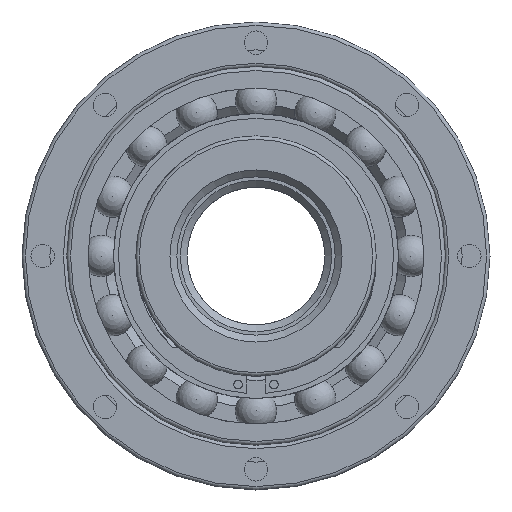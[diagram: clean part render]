
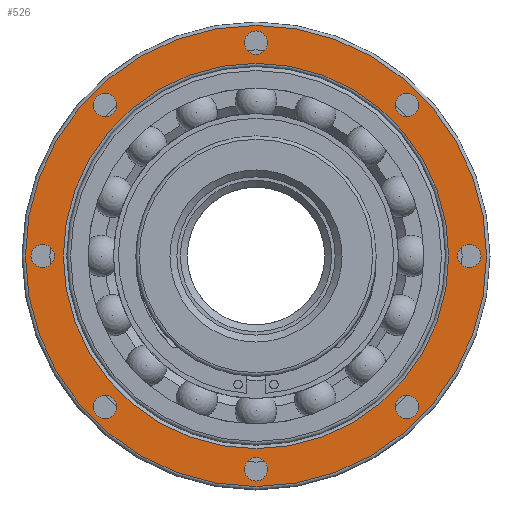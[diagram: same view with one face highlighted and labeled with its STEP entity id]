
A CAD part, left-side view. The second image highlights one B-rep face of the part: STEP entity #526.
In plain terms, the highlighted planar face has unit normal (-1, 0, 0).
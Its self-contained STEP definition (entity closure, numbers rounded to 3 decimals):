
#526 = ADVANCED_FACE( '', ( #1208, #1209, #1210, #1211, #1212, #1213, #1214, #1215, #1216, #1217 ), #1218, .T. );
#1208 = FACE_OUTER_BOUND( '', #2057, .T. );
#1209 = FACE_BOUND( '', #2058, .T. );
#1210 = FACE_BOUND( '', #2059, .T. );
#1211 = FACE_BOUND( '', #2060, .T. );
#1212 = FACE_BOUND( '', #2061, .T. );
#1213 = FACE_BOUND( '', #2062, .T. );
#1214 = FACE_BOUND( '', #2063, .T. );
#1215 = FACE_BOUND( '', #2064, .T. );
#1216 = FACE_BOUND( '', #2065, .T. );
#1217 = FACE_BOUND( '', #2066, .T. );
#1218 = PLANE( '', #2067 );
#2057 = EDGE_LOOP( '', ( #3633 ) );
#2058 = EDGE_LOOP( '', ( #3634 ) );
#2059 = EDGE_LOOP( '', ( #3635 ) );
#2060 = EDGE_LOOP( '', ( #3636 ) );
#2061 = EDGE_LOOP( '', ( #3637 ) );
#2062 = EDGE_LOOP( '', ( #3638 ) );
#2063 = EDGE_LOOP( '', ( #3639 ) );
#2064 = EDGE_LOOP( '', ( #3640 ) );
#2065 = EDGE_LOOP( '', ( #3641 ) );
#2066 = EDGE_LOOP( '', ( #3642 ) );
#2067 = AXIS2_PLACEMENT_3D( '', #3643, #3644, #3645 );
#3633 = ORIENTED_EDGE( '', *, *, #5240, .T. );
#3634 = ORIENTED_EDGE( '', *, *, #5307, .T. );
#3635 = ORIENTED_EDGE( '', *, *, #5308, .T. );
#3636 = ORIENTED_EDGE( '', *, *, #5309, .T. );
#3637 = ORIENTED_EDGE( '', *, *, #5310, .T. );
#3638 = ORIENTED_EDGE( '', *, *, #4853, .T. );
#3639 = ORIENTED_EDGE( '', *, *, #5269, .T. );
#3640 = ORIENTED_EDGE( '', *, *, #5311, .T. );
#3641 = ORIENTED_EDGE( '', *, *, #5007, .T. );
#3642 = ORIENTED_EDGE( '', *, *, #5312, .F. );
#3643 = CARTESIAN_POINT( '', ( 3.5, 0., 56. ) );
#3644 = DIRECTION( '', ( -1., 0., 0. ) );
#3645 = DIRECTION( '', ( 0., 0., 1. ) );
#4853 = EDGE_CURVE( '', #5861, #5861, #5862, .T. );
#5007 = EDGE_CURVE( '', #6124, #6124, #6125, .T. );
#5240 = EDGE_CURVE( '', #6480, #6480, #6481, .T. );
#5269 = EDGE_CURVE( '', #6517, #6517, #6518, .T. );
#5307 = EDGE_CURVE( '', #6573, #6573, #6574, .T. );
#5308 = EDGE_CURVE( '', #6575, #6575, #6576, .T. );
#5309 = EDGE_CURVE( '', #6577, #6577, #6578, .T. );
#5310 = EDGE_CURVE( '', #6579, #6579, #6580, .T. );
#5311 = EDGE_CURVE( '', #6581, #6581, #6582, .T. );
#5312 = EDGE_CURVE( '', #6583, #6583, #6584, .T. );
#5861 = VERTEX_POINT( '', #7769 );
#5862 = CIRCLE( '', #7770, 3.4 );
#6124 = VERTEX_POINT( '', #8610 );
#6125 = CIRCLE( '', #8611, 3.4 );
#6480 = VERTEX_POINT( '', #9528 );
#6481 = CIRCLE( '', #9529, 67. );
#6517 = VERTEX_POINT( '', #9700 );
#6518 = CIRCLE( '', #9701, 3.4 );
#6573 = VERTEX_POINT( '', #9821 );
#6574 = CIRCLE( '', #9822, 3.4 );
#6575 = VERTEX_POINT( '', #9823 );
#6576 = CIRCLE( '', #9824, 3.4 );
#6577 = VERTEX_POINT( '', #9825 );
#6578 = CIRCLE( '', #9826, 3.4 );
#6579 = VERTEX_POINT( '', #9827 );
#6580 = CIRCLE( '', #9828, 3.4 );
#6581 = VERTEX_POINT( '', #9829 );
#6582 = CIRCLE( '', #9830, 3.4 );
#6583 = VERTEX_POINT( '', #9831 );
#6584 = CIRCLE( '', #9832, 56. );
#7769 = CARTESIAN_POINT( '', ( 3.5, -46.245, -46.245 ) );
#7770 = AXIS2_PLACEMENT_3D( '', #10814, #10815, #10816 );
#8610 = CARTESIAN_POINT( '', ( 3.5, 0., 65.4 ) );
#8611 = AXIS2_PLACEMENT_3D( '', #11042, #11043, #11044 );
#9528 = CARTESIAN_POINT( '', ( 3.5, 0., 67. ) );
#9529 = AXIS2_PLACEMENT_3D( '', #11327, #11328, #11329 );
#9700 = CARTESIAN_POINT( '', ( 3.5, -65.4, 0. ) );
#9701 = AXIS2_PLACEMENT_3D( '', #11355, #11356, #11357 );
#9821 = CARTESIAN_POINT( '', ( 3.5, 46.245, 46.245 ) );
#9822 = AXIS2_PLACEMENT_3D( '', #11394, #11395, #11396 );
#9823 = CARTESIAN_POINT( '', ( 3.5, 65.4, 0. ) );
#9824 = AXIS2_PLACEMENT_3D( '', #11397, #11398, #11399 );
#9825 = CARTESIAN_POINT( '', ( 3.5, 46.245, -46.245 ) );
#9826 = AXIS2_PLACEMENT_3D( '', #11400, #11401, #11402 );
#9827 = CARTESIAN_POINT( '', ( 3.5, 0., -65.4 ) );
#9828 = AXIS2_PLACEMENT_3D( '', #11403, #11404, #11405 );
#9829 = CARTESIAN_POINT( '', ( 3.5, -46.245, 46.245 ) );
#9830 = AXIS2_PLACEMENT_3D( '', #11406, #11407, #11408 );
#9831 = CARTESIAN_POINT( '', ( 3.5, 0., 56. ) );
#9832 = AXIS2_PLACEMENT_3D( '', #11409, #11410, #11411 );
#10814 = CARTESIAN_POINT( '', ( 3.5, -43.841, -43.841 ) );
#10815 = DIRECTION( '', ( 1., 0., 0. ) );
#10816 = DIRECTION( '', ( 0., -0.707, -0.707 ) );
#11042 = CARTESIAN_POINT( '', ( 3.5, 0., 62. ) );
#11043 = DIRECTION( '', ( 1., 0., 0. ) );
#11044 = DIRECTION( '', ( 0., 0., 1. ) );
#11327 = CARTESIAN_POINT( '', ( 3.5, 0., 0. ) );
#11328 = DIRECTION( '', ( -1., 0., 0. ) );
#11329 = DIRECTION( '', ( 0., 0., 1. ) );
#11355 = CARTESIAN_POINT( '', ( 3.5, -62., 0. ) );
#11356 = DIRECTION( '', ( 1., 0., 0. ) );
#11357 = DIRECTION( '', ( 0., -1., 0. ) );
#11394 = CARTESIAN_POINT( '', ( 3.5, 43.841, 43.841 ) );
#11395 = DIRECTION( '', ( 1., 0., 0. ) );
#11396 = DIRECTION( '', ( 0., 0.707, 0.707 ) );
#11397 = CARTESIAN_POINT( '', ( 3.5, 62., 0. ) );
#11398 = DIRECTION( '', ( 1., 0., 0. ) );
#11399 = DIRECTION( '', ( 0., 1., 0. ) );
#11400 = CARTESIAN_POINT( '', ( 3.5, 43.841, -43.841 ) );
#11401 = DIRECTION( '', ( 1., 0., 0. ) );
#11402 = DIRECTION( '', ( 0., 0.707, -0.707 ) );
#11403 = CARTESIAN_POINT( '', ( 3.5, 0., -62. ) );
#11404 = DIRECTION( '', ( 1., 0., 0. ) );
#11405 = DIRECTION( '', ( 0., 0., -1. ) );
#11406 = CARTESIAN_POINT( '', ( 3.5, -43.841, 43.841 ) );
#11407 = DIRECTION( '', ( 1., 0., 0. ) );
#11408 = DIRECTION( '', ( 0., -0.707, 0.707 ) );
#11409 = CARTESIAN_POINT( '', ( 3.5, 0., 0. ) );
#11410 = DIRECTION( '', ( -1., 0., 0. ) );
#11411 = DIRECTION( '', ( 0., 0., 1. ) );
